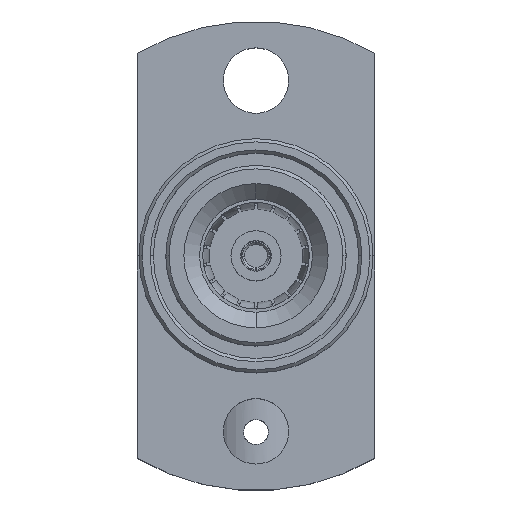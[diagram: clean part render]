
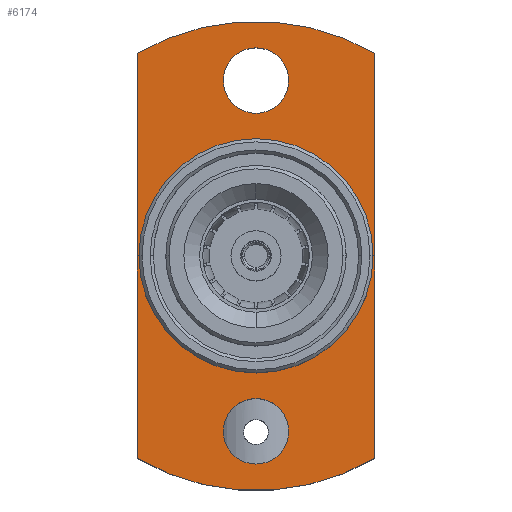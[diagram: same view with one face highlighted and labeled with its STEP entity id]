
A CAD part, top view. The second image highlights one B-rep face of the part: STEP entity #6174.
In plain terms, the highlighted planar face has unit normal (0, 0, 1).
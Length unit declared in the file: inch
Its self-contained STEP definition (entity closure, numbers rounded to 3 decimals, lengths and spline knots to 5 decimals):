
#31 = VERTEX_POINT ( 'NONE', #3731 ) ;
#97 = EDGE_CURVE ( 'NONE', #308, #3521, #816, .T. ) ;
#111 = DIRECTION ( 'NONE',  ( 1., 0., 0. ) ) ;
#195 = EDGE_CURVE ( 'NONE', #3521, #308, #1110, .T. ) ;
#235 = AXIS2_PLACEMENT_3D ( 'NONE', #2310, #2800, #4601 ) ;
#308 = VERTEX_POINT ( 'NONE', #2674 ) ;
#399 = EDGE_CURVE ( 'NONE', #31, #905, #1282, .T. ) ;
#455 = VERTEX_POINT ( 'NONE', #5814 ) ;
#569 = EDGE_LOOP ( 'NONE', ( #6246, #1085, #5771, #4368 ) ) ;
#584 = DIRECTION ( 'NONE',  ( -1., 0., 0. ) ) ;
#736 = DIRECTION ( 'NONE',  ( 0., 0., 1. ) ) ;
#746 = DIRECTION ( 'NONE',  ( 0., 1., 0. ) ) ;
#778 = LINE ( 'NONE', #5834, #6140 ) ;
#787 = DIRECTION ( 'NONE',  ( 0., 0., 1. ) ) ;
#816 = CIRCLE ( 'NONE', #3408, 0.18661 ) ;
#854 = CARTESIAN_POINT ( 'NONE',  ( 0.05217, -0.27953, 0.03248 ) ) ;
#857 = VERTEX_POINT ( 'NONE', #7626 ) ;
#905 = VERTEX_POINT ( 'NONE', #3012 ) ;
#1085 = ORIENTED_EDGE ( 'NONE', *, *, #4773, .T. ) ;
#1110 = CIRCLE ( 'NONE', #5132, 0.18661 ) ;
#1132 = VERTEX_POINT ( 'NONE', #854 ) ;
#1188 = ORIENTED_EDGE ( 'NONE', *, *, #7359, .F. ) ;
#1228 = FACE_BOUND ( 'NONE', #6698, .T. ) ;
#1282 = CIRCLE ( 'NONE', #235, 0.05217 ) ;
#1303 = CARTESIAN_POINT ( 'NONE',  ( 0., 0., 0.03248 ) ) ;
#1340 = DIRECTION ( 'NONE',  ( 1., 0., 0. ) ) ;
#1510 = CARTESIAN_POINT ( 'NONE',  ( 0., 0., 0.03248 ) ) ;
#1680 = DIRECTION ( 'NONE',  ( 0., 0., 1. ) ) ;
#1763 = DIRECTION ( 'NONE',  ( 1., 0., 0. ) ) ;
#1821 = CIRCLE ( 'NONE', #4798, 0.37402 ) ;
#1865 = CARTESIAN_POINT ( 'NONE',  ( 0., 0., 0.03248 ) ) ;
#1968 = AXIS2_PLACEMENT_3D ( 'NONE', #3555, #4712, #5265 ) ;
#1972 = CIRCLE ( 'NONE', #7013, 0.05217 ) ;
#2097 = CIRCLE ( 'NONE', #7469, 0.05217 ) ;
#2243 = FACE_BOUND ( 'NONE', #2343, .T. ) ;
#2246 = CARTESIAN_POINT ( 'NONE',  ( 0.18898, 0.32276, 0.03248 ) ) ;
#2310 = CARTESIAN_POINT ( 'NONE',  ( 0., 0.27953, 0.03248 ) ) ;
#2343 = EDGE_LOOP ( 'NONE', ( #1188, #5351 ) ) ;
#2505 = DIRECTION ( 'NONE',  ( -1., 0., 0. ) ) ;
#2578 = CARTESIAN_POINT ( 'NONE',  ( 0., 0., 0.03248 ) ) ;
#2585 = EDGE_CURVE ( 'NONE', #455, #5096, #7467, .T. ) ;
#2610 = FACE_BOUND ( 'NONE', #3263, .T. ) ;
#2674 = CARTESIAN_POINT ( 'NONE',  ( -0.18661, 0., 0.03248 ) ) ;
#2800 = DIRECTION ( 'NONE',  ( 0., 0., 1. ) ) ;
#2834 = DIRECTION ( 'NONE',  ( 1., 0., 0. ) ) ;
#3012 = CARTESIAN_POINT ( 'NONE',  ( -0.05217, 0.27953, 0.03248 ) ) ;
#3048 = ORIENTED_EDGE ( 'NONE', *, *, #97, .F. ) ;
#3260 = CARTESIAN_POINT ( 'NONE',  ( -0.18898, 0.32276, 0.03248 ) ) ;
#3263 = EDGE_LOOP ( 'NONE', ( #3048, #7357 ) ) ;
#3340 = CIRCLE ( 'NONE', #5690, 0.05217 ) ;
#3408 = AXIS2_PLACEMENT_3D ( 'NONE', #1303, #736, #2505 ) ;
#3521 = VERTEX_POINT ( 'NONE', #6536 ) ;
#3555 = CARTESIAN_POINT ( 'NONE',  ( 0., 0., 0.03248 ) ) ;
#3682 = DIRECTION ( 'NONE',  ( 0., 0., 1. ) ) ;
#3684 = CARTESIAN_POINT ( 'NONE',  ( 0.18898, -0.37402, 0.03248 ) ) ;
#3724 = DIRECTION ( 'NONE',  ( -1., 0., 0. ) ) ;
#3731 = CARTESIAN_POINT ( 'NONE',  ( 0.05217, 0.27953, 0.03248 ) ) ;
#3813 = EDGE_CURVE ( 'NONE', #857, #1132, #2097, .T. ) ;
#4094 = DIRECTION ( 'NONE',  ( 0., 0., 1. ) ) ;
#4124 = DIRECTION ( 'NONE',  ( 0., 0., -1. ) ) ;
#4126 = CARTESIAN_POINT ( 'NONE',  ( -0.18898, -0.32276, 0.03248 ) ) ;
#4135 = AXIS2_PLACEMENT_3D ( 'NONE', #1510, #4124, #584 ) ;
#4146 = EDGE_CURVE ( 'NONE', #5096, #7617, #1821, .T. ) ;
#4170 = FACE_OUTER_BOUND ( 'NONE', #569, .T. ) ;
#4296 = VECTOR ( 'NONE', #746, 39.37008 ) ;
#4368 = ORIENTED_EDGE ( 'NONE', *, *, #2585, .T. ) ;
#4601 = DIRECTION ( 'NONE',  ( 1., 0., 0. ) ) ;
#4712 = DIRECTION ( 'NONE',  ( 0., 0., 1. ) ) ;
#4773 = EDGE_CURVE ( 'NONE', #7617, #5186, #778, .T. ) ;
#4798 = AXIS2_PLACEMENT_3D ( 'NONE', #1865, #6568, #111 ) ;
#5096 = VERTEX_POINT ( 'NONE', #2246 ) ;
#5132 = AXIS2_PLACEMENT_3D ( 'NONE', #2578, #787, #3724 ) ;
#5186 = VERTEX_POINT ( 'NONE', #4126 ) ;
#5221 = DIRECTION ( 'NONE',  ( 0., -1., 0. ) ) ;
#5229 = CARTESIAN_POINT ( 'NONE',  ( 0., -0.27953, 0.03248 ) ) ;
#5265 = DIRECTION ( 'NONE',  ( 1., 0., 0. ) ) ;
#5351 = ORIENTED_EDGE ( 'NONE', *, *, #3813, .F. ) ;
#5610 = ORIENTED_EDGE ( 'NONE', *, *, #7030, .F. ) ;
#5690 = AXIS2_PLACEMENT_3D ( 'NONE', #5229, #1680, #2834 ) ;
#5771 = ORIENTED_EDGE ( 'NONE', *, *, #6286, .T. ) ;
#5814 = CARTESIAN_POINT ( 'NONE',  ( 0.18898, -0.32276, 0.03248 ) ) ;
#5834 = CARTESIAN_POINT ( 'NONE',  ( -0.18898, -0.37402, 0.03248 ) ) ;
#5851 = CARTESIAN_POINT ( 'NONE',  ( 0., 0.27953, 0.03248 ) ) ;
#6140 = VECTOR ( 'NONE', #5221, 39.37008 ) ;
#6174 = ADVANCED_FACE ( 'NONE', ( #2610, #1228, #2243, #4170 ), #7521, .F. ) ;
#6246 = ORIENTED_EDGE ( 'NONE', *, *, #4146, .T. ) ;
#6286 = EDGE_CURVE ( 'NONE', #5186, #455, #7523, .T. ) ;
#6536 = CARTESIAN_POINT ( 'NONE',  ( 0.18661, 0., 0.03248 ) ) ;
#6568 = DIRECTION ( 'NONE',  ( 0., 0., 1. ) ) ;
#6698 = EDGE_LOOP ( 'NONE', ( #7666, #5610 ) ) ;
#7013 = AXIS2_PLACEMENT_3D ( 'NONE', #5851, #4094, #1763 ) ;
#7030 = EDGE_CURVE ( 'NONE', #905, #31, #1972, .T. ) ;
#7214 = CARTESIAN_POINT ( 'NONE',  ( 0., -0.27953, 0.03248 ) ) ;
#7357 = ORIENTED_EDGE ( 'NONE', *, *, #195, .F. ) ;
#7359 = EDGE_CURVE ( 'NONE', #1132, #857, #3340, .T. ) ;
#7467 = LINE ( 'NONE', #3684, #4296 ) ;
#7469 = AXIS2_PLACEMENT_3D ( 'NONE', #7214, #3682, #1340 ) ;
#7521 = PLANE ( 'NONE',  #4135 ) ;
#7523 = CIRCLE ( 'NONE', #1968, 0.37402 ) ;
#7617 = VERTEX_POINT ( 'NONE', #3260 ) ;
#7626 = CARTESIAN_POINT ( 'NONE',  ( -0.05217, -0.27953, 0.03248 ) ) ;
#7666 = ORIENTED_EDGE ( 'NONE', *, *, #399, .F. ) ;
